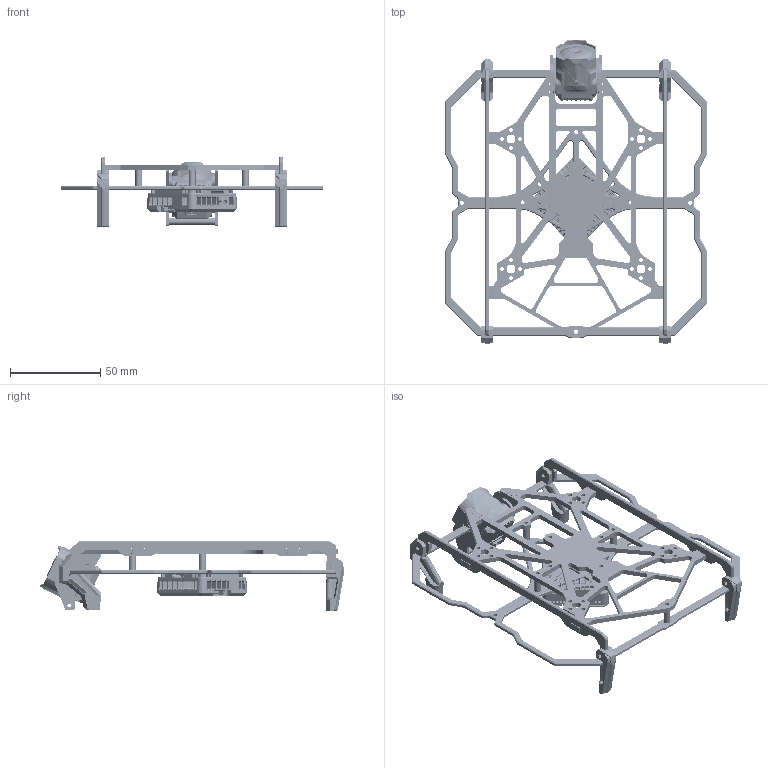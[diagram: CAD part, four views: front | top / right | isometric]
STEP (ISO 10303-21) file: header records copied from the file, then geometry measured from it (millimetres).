
FILE_DESCRIPTION(('FreeCAD Model'),'2;1');
FILE_NAME('Open CASCADE Shape Model','2025-04-25T15:16:29',('FreeCAD'),( 'FreeCAD'),'Open CASCADE STEP processor 7.6','FreeCAD','Unknown');
FILE_SCHEMA(('AUTOMOTIVE_DESIGN { 1 0 10303 214 1 1 1 1 }'));
Products named in the file (1): Open CASCADE STEP translator 7.6 1
Bounding box: 144.97 x 168.34 x 38.81 mm (x, y, z)
Volume: 54707.9 mm3; surface area: 55094.5 mm2
Topology: 49 solids, 51 shells, 8921 faces, 24490 edges, 15690 vertices
Faces by surface type: bspline 8921
Entity records: 692407 total; most frequent: CARTESIAN_POINT 554337, ORIENTED_EDGE 48726, EDGE_CURVE 24379, B_SPLINE_CURVE_WITH_KNOTS 17800, VERTEX_POINT 15690, FACE_BOUND 9327, EDGE_LOOP 9327, ADVANCED_FACE 8921
